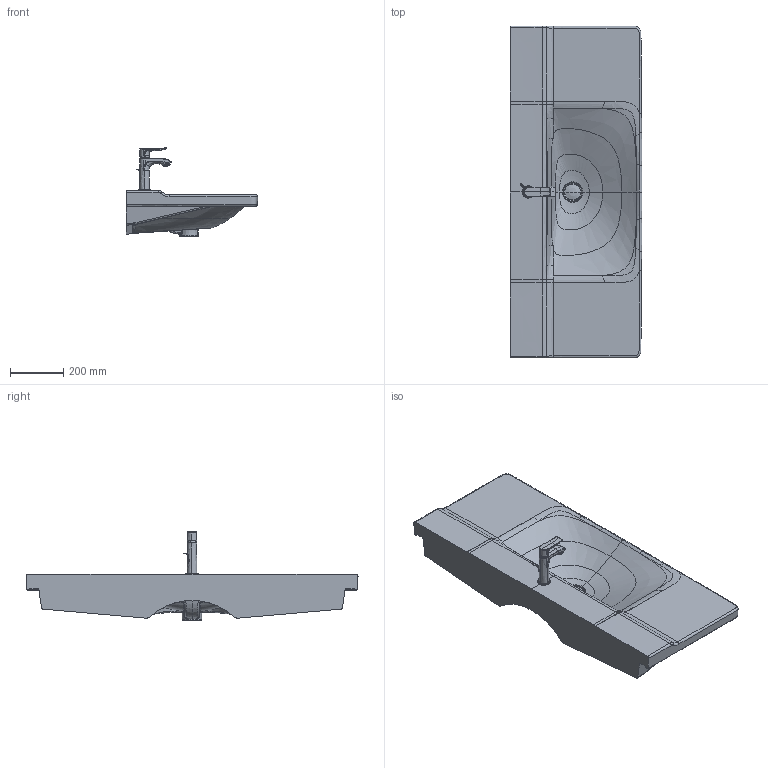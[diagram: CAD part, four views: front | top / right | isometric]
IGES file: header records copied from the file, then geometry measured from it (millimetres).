
Global section: file name: No Iges File Name specified; native system: Autodesk Inventor 2011; preprocessor: AutoDesk Inventor Iges Exporter R2011; author: Administrator; date: 20151110.155104; units: millimetre
Bounding box: 494.74 x 1249.83 x 334.35 mm (x, y, z)
Volume: 23956870.6 mm3; surface area: 1901622.7 mm2
Topology: 11 solids, 11 shells, 1570 faces, 4390 edges, 2826 vertices
Faces by surface type: bspline 549, plane 510, cylinder 291, revolution 117, cone 55, torus 48
